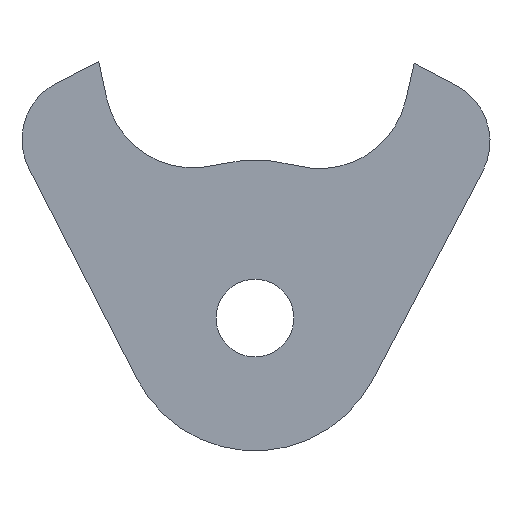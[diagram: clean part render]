
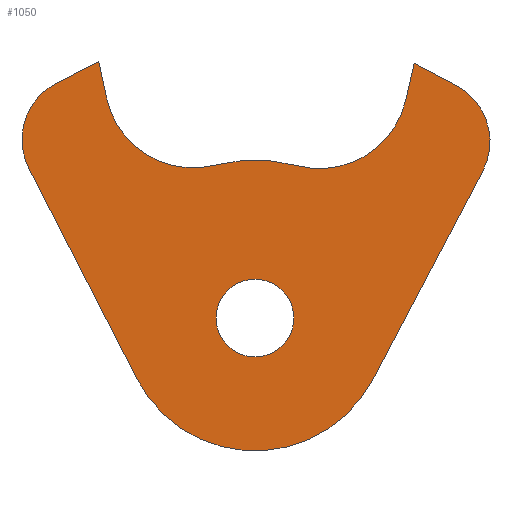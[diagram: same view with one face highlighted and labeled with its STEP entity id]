
A CAD part, left-side view. The second image highlights one B-rep face of the part: STEP entity #1050.
In plain terms, the highlighted planar face has unit normal (-1, 0, 0).
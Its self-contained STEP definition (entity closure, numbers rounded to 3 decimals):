
#16=FACE_BOUND('',#139,.T.);
#25=PLANE('',#1214);
#81=FACE_OUTER_BOUND('',#138,.T.);
#138=EDGE_LOOP('',(#895,#896,#897,#898,#899,#900,#901,#902,#903,#904,#905,
#906));
#139=EDGE_LOOP('',(#907));
#190=LINE('',#1859,#255);
#195=LINE('',#1875,#260);
#197=LINE('',#1879,#262);
#200=LINE('',#1887,#265);
#203=LINE('',#1895,#268);
#206=LINE('',#1902,#271);
#255=VECTOR('',#1528,10.);
#260=VECTOR('',#1547,10.);
#262=VECTOR('',#1551,10.);
#265=VECTOR('',#1560,10.);
#268=VECTOR('',#1569,10.);
#271=VECTOR('',#1578,10.);
#358=CIRCLE('',#1194,1.23);
#360=CIRCLE('',#1198,2.8);
#361=CIRCLE('',#1200,5.);
#362=CIRCLE('',#1202,2.8);
#363=CIRCLE('',#1206,2.);
#364=CIRCLE('',#1209,4.2);
#365=CIRCLE('',#1212,2.);
#458=VERTEX_POINT('',#1850);
#460=VERTEX_POINT('',#1856);
#461=VERTEX_POINT('',#1858);
#462=VERTEX_POINT('',#1862);
#463=VERTEX_POINT('',#1866);
#464=VERTEX_POINT('',#1870);
#465=VERTEX_POINT('',#1874);
#466=VERTEX_POINT('',#1878);
#467=VERTEX_POINT('',#1882);
#468=VERTEX_POINT('',#1886);
#469=VERTEX_POINT('',#1890);
#470=VERTEX_POINT('',#1894);
#471=VERTEX_POINT('',#1898);
#604=EDGE_CURVE('',#458,#458,#358,.T.);
#608=EDGE_CURVE('',#461,#460,#190,.T.);
#610=EDGE_CURVE('',#462,#461,#360,.T.);
#612=EDGE_CURVE('',#463,#462,#361,.T.);
#614=EDGE_CURVE('',#464,#463,#362,.T.);
#616=EDGE_CURVE('',#465,#464,#195,.T.);
#618=EDGE_CURVE('',#466,#465,#197,.T.);
#620=EDGE_CURVE('',#467,#466,#363,.T.);
#622=EDGE_CURVE('',#468,#467,#200,.T.);
#624=EDGE_CURVE('',#469,#468,#364,.T.);
#626=EDGE_CURVE('',#470,#469,#203,.T.);
#628=EDGE_CURVE('',#471,#470,#365,.T.);
#630=EDGE_CURVE('',#460,#471,#206,.T.);
#895=ORIENTED_EDGE('',*,*,#630,.T.);
#896=ORIENTED_EDGE('',*,*,#628,.T.);
#897=ORIENTED_EDGE('',*,*,#626,.T.);
#898=ORIENTED_EDGE('',*,*,#624,.T.);
#899=ORIENTED_EDGE('',*,*,#622,.T.);
#900=ORIENTED_EDGE('',*,*,#620,.T.);
#901=ORIENTED_EDGE('',*,*,#618,.T.);
#902=ORIENTED_EDGE('',*,*,#616,.T.);
#903=ORIENTED_EDGE('',*,*,#614,.T.);
#904=ORIENTED_EDGE('',*,*,#612,.T.);
#905=ORIENTED_EDGE('',*,*,#610,.T.);
#906=ORIENTED_EDGE('',*,*,#608,.T.);
#907=ORIENTED_EDGE('',*,*,#604,.T.);
#1050=ADVANCED_FACE('',(#81,#16),#25,.T.);
#1194=AXIS2_PLACEMENT_3D('',#1851,#1520,#1521);
#1198=AXIS2_PLACEMENT_3D('',#1863,#1532,#1533);
#1200=AXIS2_PLACEMENT_3D('',#1867,#1537,#1538);
#1202=AXIS2_PLACEMENT_3D('',#1871,#1542,#1543);
#1206=AXIS2_PLACEMENT_3D('',#1883,#1555,#1556);
#1209=AXIS2_PLACEMENT_3D('',#1891,#1564,#1565);
#1212=AXIS2_PLACEMENT_3D('',#1899,#1573,#1574);
#1214=AXIS2_PLACEMENT_3D('',#1903,#1579,#1580);
#1520=DIRECTION('center_axis',(1.,0.,0.));
#1521=DIRECTION('ref_axis',(0.,-1.,0.));
#1528=DIRECTION('',(0.,0.211,0.978));
#1532=DIRECTION('center_axis',(1.,0.,0.));
#1533=DIRECTION('ref_axis',(0.,0.978,-0.211));
#1537=DIRECTION('center_axis',(-1.,0.,0.));
#1538=DIRECTION('ref_axis',(0.,-0.262,0.965));
#1542=DIRECTION('center_axis',(1.,0.,0.));
#1543=DIRECTION('ref_axis',(0.,0.262,-0.965));
#1547=DIRECTION('',(0.,0.222,-0.975));
#1551=DIRECTION('',(0.,0.884,0.467));
#1555=DIRECTION('center_axis',(-1.,0.,0.));
#1556=DIRECTION('ref_axis',(0.,-0.884,-0.467));
#1560=DIRECTION('',(0.,-0.467,0.884));
#1564=DIRECTION('center_axis',(-1.,0.,0.));
#1565=DIRECTION('ref_axis',(0.,0.89,-0.457));
#1569=DIRECTION('',(0.,-0.457,-0.89));
#1573=DIRECTION('center_axis',(-1.,0.,0.));
#1574=DIRECTION('ref_axis',(0.,0.457,0.89));
#1578=DIRECTION('',(0.,0.89,-0.457));
#1579=DIRECTION('center_axis',(-1.,0.,0.));
#1580=DIRECTION('ref_axis',(0.,-1.,0.));
#1850=CARTESIAN_POINT('',(70.75,63.229,-36.094));
#1851=CARTESIAN_POINT('Origin',(70.75,62.,-36.094));
#1856=CARTESIAN_POINT('',(70.75,66.942,-27.981));
#1858=CARTESIAN_POINT('',(70.75,66.694,-29.134));
#1859=CARTESIAN_POINT('',(70.75,66.694,-29.134));
#1862=CARTESIAN_POINT('',(70.75,63.254,-31.254));
#1863=CARTESIAN_POINT('Origin',(70.75,63.957,-28.543));
#1866=CARTESIAN_POINT('',(70.75,60.69,-31.268));
#1867=CARTESIAN_POINT('Origin',(70.75,62.,-36.094));
#1870=CARTESIAN_POINT('',(70.75,57.227,-29.188));
#1871=CARTESIAN_POINT('Origin',(70.75,59.957,-28.566));
#1874=CARTESIAN_POINT('',(70.75,56.965,-28.038));
#1875=CARTESIAN_POINT('',(70.75,56.965,-28.038));
#1878=CARTESIAN_POINT('',(70.75,55.631,-28.742));
#1879=CARTESIAN_POINT('',(70.75,55.631,-28.742));
#1882=CARTESIAN_POINT('',(70.75,54.796,-31.444));
#1883=CARTESIAN_POINT('Origin',(70.75,56.565,-30.51));
#1886=CARTESIAN_POINT('',(70.75,58.286,-38.054));
#1887=CARTESIAN_POINT('',(70.75,58.286,-38.054));
#1890=CARTESIAN_POINT('',(70.75,65.737,-38.012));
#1891=CARTESIAN_POINT('Origin',(70.75,62.,-36.094));
#1894=CARTESIAN_POINT('',(70.75,69.15,-31.362));
#1895=CARTESIAN_POINT('',(70.75,69.15,-31.362));
#1898=CARTESIAN_POINT('',(70.75,68.284,-28.669));
#1899=CARTESIAN_POINT('Origin',(70.75,67.371,-30.449));
#1902=CARTESIAN_POINT('',(70.75,66.942,-27.981));
#1903=CARTESIAN_POINT('Origin',(70.75,61.968,-34.137));
